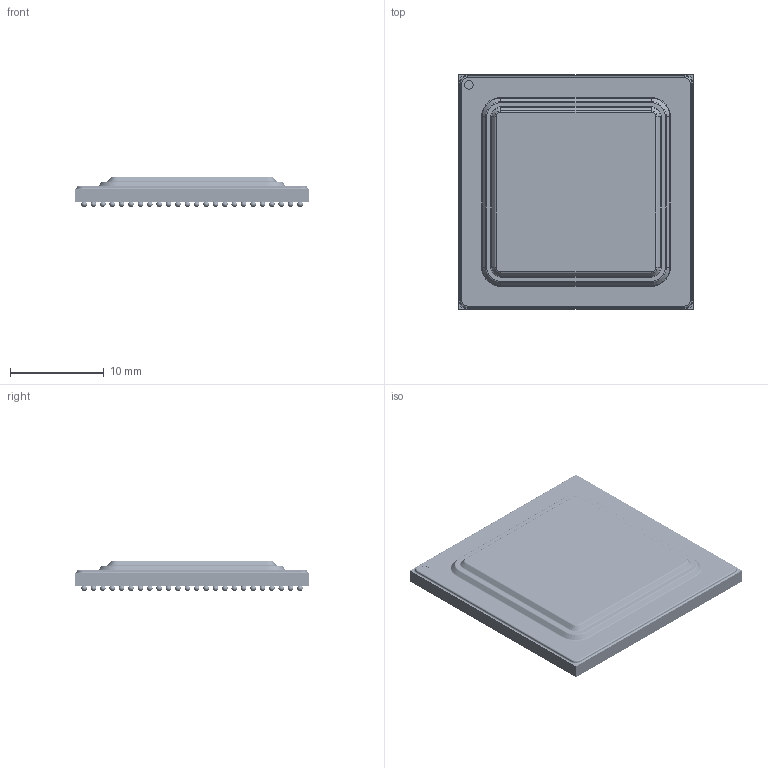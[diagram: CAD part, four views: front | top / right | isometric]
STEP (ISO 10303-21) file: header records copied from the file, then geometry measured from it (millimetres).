
FILE_DESCRIPTION (( 'STEP AP214' ), '1' );
FILE_NAME ('BGA576C100P24X24_2500X2500X321.STEP', '2025-05-12T06:50:35', ( '' ), ( '' ), 'SwSTEP 2.0', 'SolidWorks 2019', '' );
FILE_SCHEMA (( 'AUTOMOTIVE_DESIGN' ));
Length unit declared in the file: millimetre
Products named in the file (1): BGA576C100P24X24_2500X2500X321
Bounding box: 25 x 25 x 3.21 mm (x, y, z)
Volume: 1467.6 mm3; surface area: 3130 mm2
Topology: 2 solids, 2 shells, 2381 faces, 5930 edges, 2980 vertices
Faces by surface type: sphere 2304, cylinder 26, torus 24, plane 19, cone 8
Entity records: 84802 total; most frequent: DIRECTION 13094, CARTESIAN_POINT 8988, ORIENTED_EDGE 8404, AXIS2_PLACEMENT_3D 6510, EDGE_CURVE 4202, CIRCLE 4128, EDGE_LOOP 2960, VERTEX_POINT 2404
